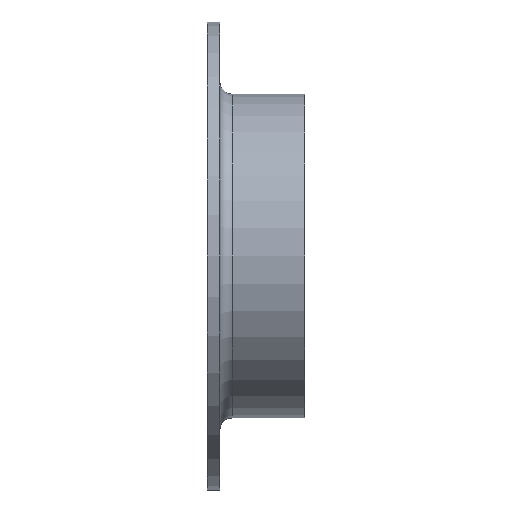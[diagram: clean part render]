
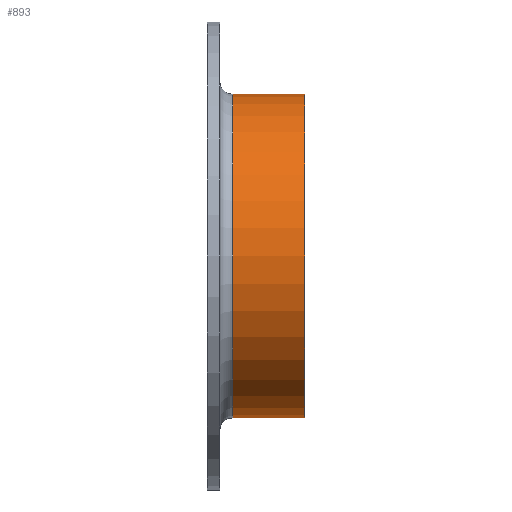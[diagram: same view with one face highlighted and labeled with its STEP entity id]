
A CAD part, front view. The second image highlights one B-rep face of the part: STEP entity #893.
In plain terms, the highlighted cylindrical face has radius 38.05 mm (diameter 76.1 mm), a full revolution.
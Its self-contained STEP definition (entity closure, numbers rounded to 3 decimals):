
#650 = CARTESIAN_POINT ( 'NONE',  ( 6., 0., 38.05 ) ) ;
#782 = CIRCLE ( 'NONE', #3851, 38.05 ) ;
#893 = ADVANCED_FACE ( 'NONE', ( #10859, #7672 ), #5248, .T. ) ;
#1233 = VERTEX_POINT ( 'NONE', #13417 ) ;
#1892 = ORIENTED_EDGE ( 'NONE', *, *, #2445, .T. ) ;
#1987 = VERTEX_POINT ( 'NONE', #650 ) ;
#2203 = AXIS2_PLACEMENT_3D ( 'NONE', #14459, #12175, #6491 ) ;
#2445 = EDGE_CURVE ( 'NONE', #1987, #1987, #782, .T. ) ;
#2782 = EDGE_CURVE ( 'NONE', #1233, #1233, #4328, .T. ) ;
#3851 = AXIS2_PLACEMENT_3D ( 'NONE', #6757, #10140, #13639 ) ;
#4084 = DIRECTION ( 'NONE',  ( 0., 0., 1. ) ) ;
#4328 = CIRCLE ( 'NONE', #2203, 38.05 ) ;
#5248 = CYLINDRICAL_SURFACE ( 'NONE', #8798, 38.05 ) ;
#5473 = DIRECTION ( 'NONE',  ( -1., 0., 0. ) ) ;
#6491 = DIRECTION ( 'NONE',  ( 0., 0., 1. ) ) ;
#6596 = EDGE_LOOP ( 'NONE', ( #1892 ) ) ;
#6757 = CARTESIAN_POINT ( 'NONE',  ( 6., 0., 0. ) ) ;
#7672 = FACE_OUTER_BOUND ( 'NONE', #9474, .T. ) ;
#8798 = AXIS2_PLACEMENT_3D ( 'NONE', #11080, #5473, #4084 ) ;
#9474 = EDGE_LOOP ( 'NONE', ( #10593 ) ) ;
#10140 = DIRECTION ( 'NONE',  ( 1., 0., 0. ) ) ;
#10593 = ORIENTED_EDGE ( 'NONE', *, *, #2782, .T. ) ;
#10859 = FACE_OUTER_BOUND ( 'NONE', #6596, .T. ) ;
#11080 = CARTESIAN_POINT ( 'NONE',  ( 0., 0., 0. ) ) ;
#12175 = DIRECTION ( 'NONE',  ( -1., 0., 0. ) ) ;
#13417 = CARTESIAN_POINT ( 'NONE',  ( 23., 0., 38.05 ) ) ;
#13639 = DIRECTION ( 'NONE',  ( 0., 0., 1. ) ) ;
#14459 = CARTESIAN_POINT ( 'NONE',  ( 23., 0., 0. ) ) ;
